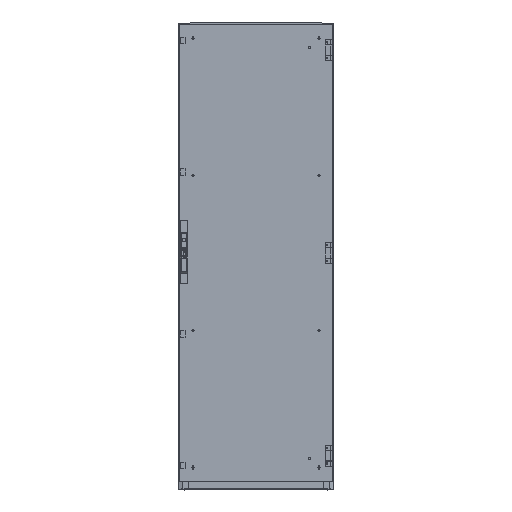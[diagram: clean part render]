
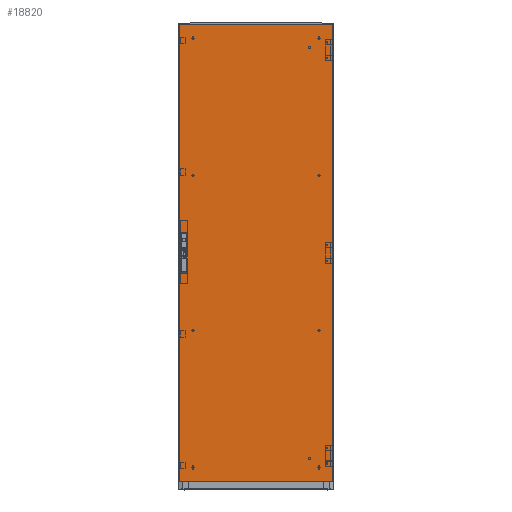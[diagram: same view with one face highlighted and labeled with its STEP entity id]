
A CAD part, top view. The second image highlights one B-rep face of the part: STEP entity #18820.
In plain terms, the highlighted planar face has unit normal (0, 0, 1).
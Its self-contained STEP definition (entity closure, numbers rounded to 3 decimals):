
#3648 = CARTESIAN_POINT ( 'NONE',  ( 0., 883.5, 0. ) ) ;
#4027 = DIRECTION ( 'NONE',  ( 0., -1., 0. ) ) ;
#5212 = VECTOR ( 'NONE', #23568, 1000. ) ;
#7200 = CARTESIAN_POINT ( 'NONE',  ( 0., 0., 0. ) ) ;
#8054 = VERTEX_POINT ( 'NONE', #16840 ) ;
#9007 = ORIENTED_EDGE ( 'NONE', *, *, #13404, .T. ) ;
#9893 = ORIENTED_EDGE ( 'NONE', *, *, #63056, .T. ) ;
#10690 = CARTESIAN_POINT ( 'NONE',  ( 297., 883.5, 0. ) ) ;
#10967 = VECTOR ( 'NONE', #45977, 1000. ) ;
#12483 = CARTESIAN_POINT ( 'NONE',  ( -297., 883.5, 0. ) ) ;
#13404 = EDGE_CURVE ( 'NONE', #26736, #18284, #28483, .T. ) ;
#13426 = VECTOR ( 'NONE', #102390, 1000. ) ;
#13472 = CARTESIAN_POINT ( 'NONE',  ( 0., 78.5, 0. ) ) ;
#14762 = CARTESIAN_POINT ( 'NONE',  ( 0., -883.5, 0. ) ) ;
#16016 = DIRECTION ( 'NONE',  ( 1., 0., 0. ) ) ;
#16840 = CARTESIAN_POINT ( 'NONE',  ( -263., 78.5, 0. ) ) ;
#17240 = VECTOR ( 'NONE', #56111, 1000. ) ;
#17608 = ORIENTED_EDGE ( 'NONE', *, *, #51058, .T. ) ;
#18284 = VERTEX_POINT ( 'NONE', #68185 ) ;
#18820 = ADVANCED_FACE ( 'NONE', ( #40444, #19965 ), #102682, .T. ) ;
#19835 = LINE ( 'NONE', #13472, #40320 ) ;
#19965 = FACE_BOUND ( 'NONE', #62654, .T. ) ;
#22824 = VERTEX_POINT ( 'NONE', #25212 ) ;
#23010 = VECTOR ( 'NONE', #4027, 1000. ) ;
#23568 = DIRECTION ( 'NONE',  ( 1., 0., 0. ) ) ;
#25212 = CARTESIAN_POINT ( 'NONE',  ( 297., -883.5, 0. ) ) ;
#26736 = VERTEX_POINT ( 'NONE', #66268 ) ;
#28483 = LINE ( 'NONE', #102098, #13426 ) ;
#33507 = VERTEX_POINT ( 'NONE', #48241 ) ;
#34072 = CARTESIAN_POINT ( 'NONE',  ( 0., -78.5, 0. ) ) ;
#34599 = VERTEX_POINT ( 'NONE', #12483 ) ;
#35338 = EDGE_CURVE ( 'NONE', #18284, #8054, #19835, .T. ) ;
#38673 = EDGE_CURVE ( 'NONE', #8054, #91224, #48986, .T. ) ;
#40320 = VECTOR ( 'NONE', #109539, 1000. ) ;
#40444 = FACE_OUTER_BOUND ( 'NONE', #107534, .T. ) ;
#45977 = DIRECTION ( 'NONE',  ( 0., 1., 0. ) ) ;
#46294 = ORIENTED_EDGE ( 'NONE', *, *, #48364, .T. ) ;
#48241 = CARTESIAN_POINT ( 'NONE',  ( -297., -883.5, 0. ) ) ;
#48364 = EDGE_CURVE ( 'NONE', #22824, #111033, #103826, .T. ) ;
#48986 = LINE ( 'NONE', #64524, #23010 ) ;
#51058 = EDGE_CURVE ( 'NONE', #33507, #22824, #100890, .T. ) ;
#52739 = VECTOR ( 'NONE', #69309, 1000. ) ;
#54635 = VECTOR ( 'NONE', #90433, 1000. ) ;
#56111 = DIRECTION ( 'NONE',  ( 0., -1., 0. ) ) ;
#57362 = LINE ( 'NONE', #3648, #54635 ) ;
#62654 = EDGE_LOOP ( 'NONE', ( #68046, #9007, #67278, #107090 ) ) ;
#63056 = EDGE_CURVE ( 'NONE', #34599, #33507, #84284, .T. ) ;
#64524 = CARTESIAN_POINT ( 'NONE',  ( -263., 0., 0. ) ) ;
#64784 = EDGE_CURVE ( 'NONE', #111033, #34599, #57362, .T. ) ;
#65313 = CARTESIAN_POINT ( 'NONE',  ( -297., 0., 0. ) ) ;
#66268 = CARTESIAN_POINT ( 'NONE',  ( -293.4, -78.5, 0. ) ) ;
#67278 = ORIENTED_EDGE ( 'NONE', *, *, #35338, .T. ) ;
#68046 = ORIENTED_EDGE ( 'NONE', *, *, #102850, .T. ) ;
#68116 = CARTESIAN_POINT ( 'NONE',  ( -263., -78.5, 0. ) ) ;
#68185 = CARTESIAN_POINT ( 'NONE',  ( -293.4, 78.5, 0. ) ) ;
#68475 = DIRECTION ( 'NONE',  ( 0., 0., 1. ) ) ;
#69309 = DIRECTION ( 'NONE',  ( -1., 0., 0. ) ) ;
#76036 = LINE ( 'NONE', #34072, #52739 ) ;
#84284 = LINE ( 'NONE', #65313, #17240 ) ;
#89522 = CARTESIAN_POINT ( 'NONE',  ( 297., 0., 0. ) ) ;
#90433 = DIRECTION ( 'NONE',  ( -1., 0., 0. ) ) ;
#91224 = VERTEX_POINT ( 'NONE', #68116 ) ;
#94827 = AXIS2_PLACEMENT_3D ( 'NONE', #7200, #68475, #16016 ) ;
#99441 = ORIENTED_EDGE ( 'NONE', *, *, #64784, .T. ) ;
#100890 = LINE ( 'NONE', #14762, #5212 ) ;
#102098 = CARTESIAN_POINT ( 'NONE',  ( -293.4, 0., 0. ) ) ;
#102390 = DIRECTION ( 'NONE',  ( 0., 1., 0. ) ) ;
#102682 = PLANE ( 'NONE',  #94827 ) ;
#102850 = EDGE_CURVE ( 'NONE', #91224, #26736, #76036, .T. ) ;
#103826 = LINE ( 'NONE', #89522, #10967 ) ;
#107090 = ORIENTED_EDGE ( 'NONE', *, *, #38673, .T. ) ;
#107534 = EDGE_LOOP ( 'NONE', ( #9893, #17608, #46294, #99441 ) ) ;
#109539 = DIRECTION ( 'NONE',  ( 1., 0., 0. ) ) ;
#111033 = VERTEX_POINT ( 'NONE', #10690 ) ;
